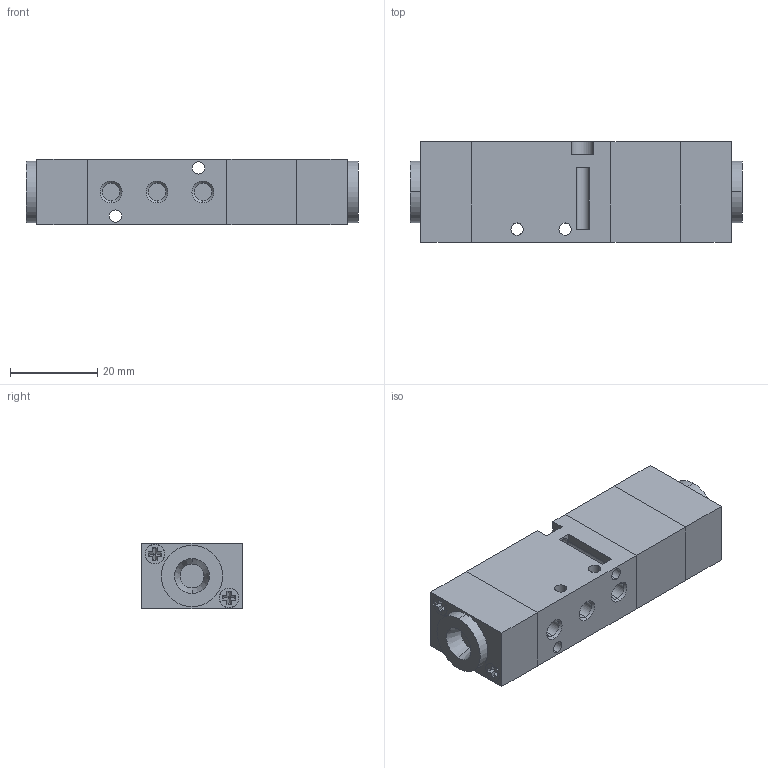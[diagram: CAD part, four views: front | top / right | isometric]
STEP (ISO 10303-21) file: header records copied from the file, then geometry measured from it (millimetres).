
FILE_DESCRIPTION (( 'STEP AP203' ), '1' );
FILE_NAME ('SFP1503.STEP', '2016-01-14T09:41:56', ( 'yrd8' ), ( 'Hewlett-Packard Company' ), 'SwSTEP 2.0', 'SolidWorks 2008', '' );
FILE_SCHEMA (( 'CONFIG_CONTROL_DESIGN' ));
Length unit declared in the file: millimetre
Products named in the file (4): SFP1503; SFP1000 Body_ル遽; SFP1000 Semi_ル遽; SF1000 Block Guide_ル遽
Assembly tree (4 placements, depth 2):
  SFP1503
    SFP1000 Body_ル遽
    SFP1000 Semi_ル遽  x2
    SF1000 Block Guide_ル遽
Bounding box: 76 x 23 x 15 mm (x, y, z)
Volume: 23303.7 mm3; surface area: 10294.7 mm2
Topology: 4 solids, 4 shells, 175 faces, 392 edges, 250 vertices
Faces by surface type: plane 105, cylinder 52, cone 18
Entity records: 3892 total; most frequent: DIRECTION 632, CARTESIAN_POINT 585, ORIENTED_EDGE 556, EDGE_CURVE 278, AXIS2_PLACEMENT_3D 225, LINE 182, VECTOR 182, VERTEX_POINT 178
